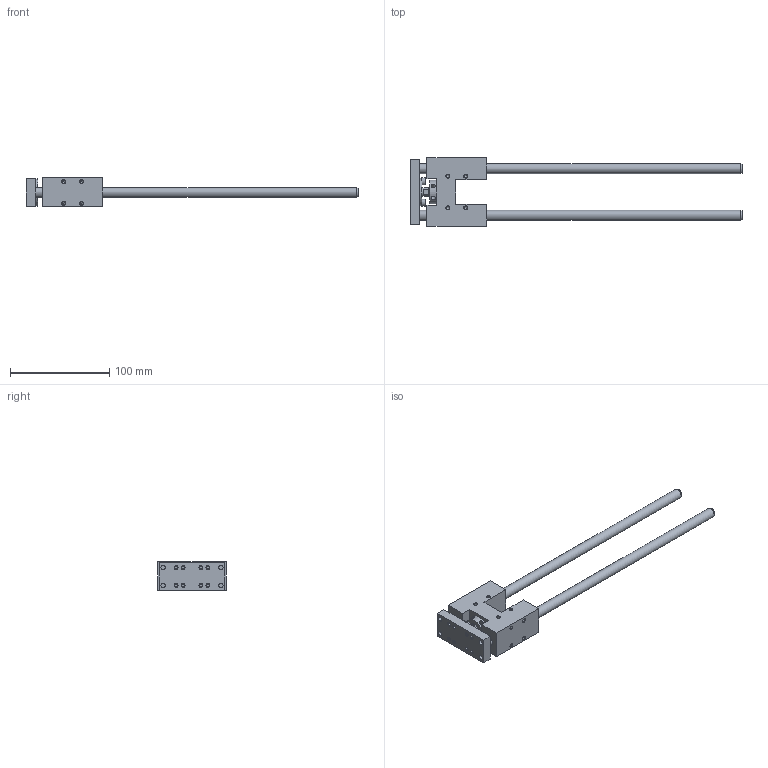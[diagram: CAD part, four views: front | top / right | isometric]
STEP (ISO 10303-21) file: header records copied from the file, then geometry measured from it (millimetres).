
FILE_DESCRIPTION( ( 'STEP AP203' ), '1' );
FILE_NAME( '3215_10.step', '2003-09-03T06:11:21', ( ' ' ), ( ' ' ), 'XStep 1.0', ' ', ' ' );
FILE_SCHEMA( ( 'CONFIG_CONTROL_DESIGN' ) );
Length unit declared in the file: metre
Products named in the file (2): 1; 2
Bounding box: 334 x 69 x 29 mm (x, y, z)
Volume: 145545 mm3; surface area: 52976.5 mm2
Topology: 2 solids, 5 shells, 180 faces, 471 edges, 306 vertices
Faces by surface type: cylinder 70, plane 60, cone 50
Full cylindrical faces by diameter (mm): 3.242 x32, 4 x4, 4.134 x4, 4.2 x6, 4.5 x6, 4.918 x2, 7 x2, 9 x1, 10 x4, 10.3 x1, 12.8 x1, 14 x1, 14.376 x2, 16 x1, 24 x1, 25 x1, 27.8 x1
Entity records: 5159 total; most frequent: CARTESIAN_POINT 1438, DIRECTION 780, ORIENTED_EDGE 536, EDGE_LOOP 354, AXIS2_PLACEMENT_3D 344, EDGE_CURVE 268, FACE_OUTER_BOUND 250, VERTEX_POINT 238
